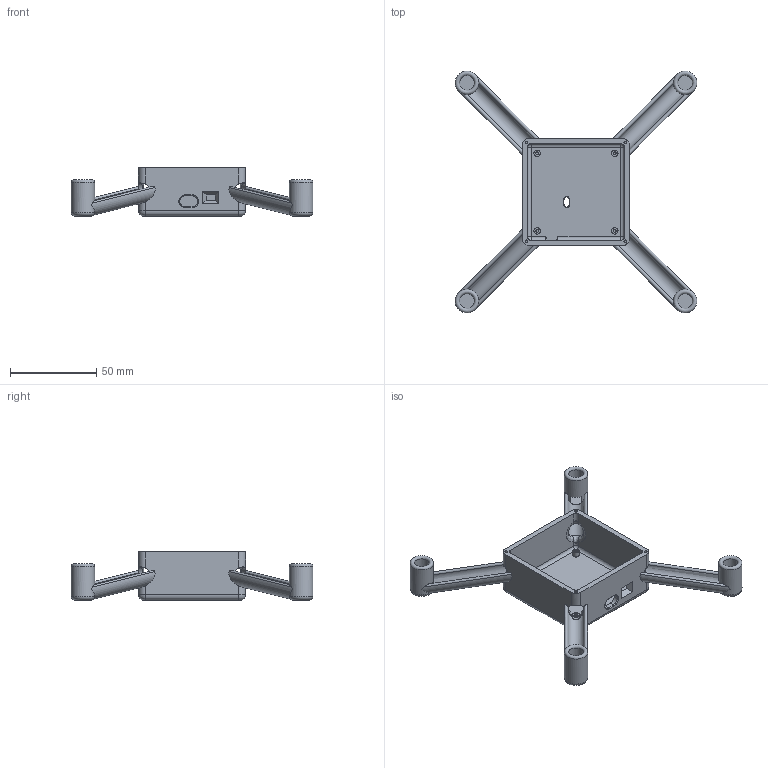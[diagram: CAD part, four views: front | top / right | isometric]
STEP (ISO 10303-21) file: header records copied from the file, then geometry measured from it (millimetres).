
FILE_DESCRIPTION(/* description */ ('STEP AP242','CAx-IF Rec.Pracs.---Representation and Presentation of Product Manufacturing Information (PMI)---4.0---2014-10-13','CAx-IF Rec.Pracs.---3D Tessellated Geometry---0.4---2014-09-14','2;1'),/* implementation_level */ '2;1');
FILE_NAME(/* name */ '649705557dccc6465d20b2f5',/* time_stamp */ '2023-06-24T15:01:42Z',/* author */ (''),/* organization */ (''),/* preprocessor_version */ 'ST-DEVELOPER v19.4',/* originating_system */ ' ',/* authorisation */ ' ');
FILE_SCHEMA (('AP242_MANAGED_MODEL_BASED_3D_ENGINEERING_MIM_LF { 1 0 10303 442 1 1 4 }'));
Length unit declared in the file: metre
Products named in the file (1): Drone
Bounding box: 140.05 x 140.05 x 28 mm (x, y, z)
Volume: 44147.7 mm3; surface area: 33845.2 mm2
Topology: 1 solids, 1 shells, 204 faces, 559 edges, 350 vertices
Faces by surface type: cylinder 82, plane 62, torus 30, bspline 20, cone 6, sphere 4
Full cylindrical faces by diameter (mm): 1.6 x8, 3.75 x4, 8.6 x4, 13.6 x4
Entity records: 7043 total; most frequent: CARTESIAN_POINT 2092, ORIENTED_EDGE 1046, DIRECTION 1011, EDGE_CURVE 523, AXIS2_PLACEMENT_3D 413, VERTEX_POINT 342, EDGE_LOOP 247, FACE_BOUND 247
